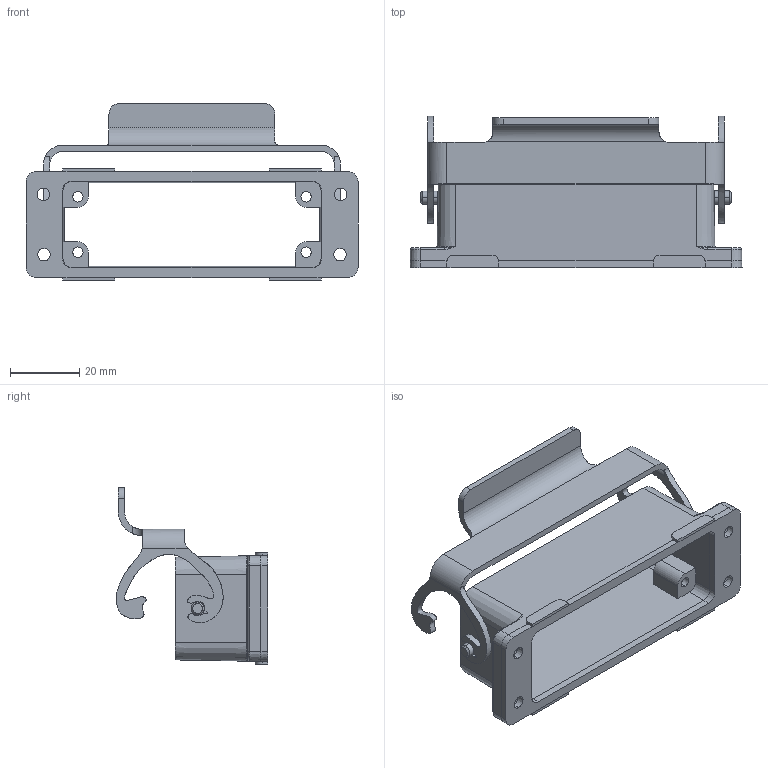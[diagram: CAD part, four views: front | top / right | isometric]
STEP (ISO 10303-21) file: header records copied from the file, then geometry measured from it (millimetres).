
FILE_DESCRIPTION (( 'STEP AP214' ), '1' );
FILE_NAME ('ZP-MC16A-2-SBHM.step', '2015-08-12T18:06:51', ( '' ), ( '' ), 'SwSTEP 2.0', 'SolidWorks 2014', '' );
FILE_SCHEMA (( 'AUTOMOTIVE_DESIGN' ));
Length unit declared in the file: millimetre
Products named in the file (1): ZP-MC16A-2-SBHM
Bounding box: 96 x 43.84 x 51.06 mm (x, y, z)
Volume: 23812.5 mm3; surface area: 19697.1 mm2
Topology: 2 solids, 2 shells, 195 faces, 515 edges, 322 vertices
Faces by surface type: plane 82, cylinder 49, cone 44, bspline 12, torus 8
Entity records: 8022 total; most frequent: CARTESIAN_POINT 1647, ORIENTED_EDGE 1022, DIRECTION 979, EDGE_CURVE 511, AXIS2_PLACEMENT_3D 344, VERTEX_POINT 322, LINE 291, VECTOR 291
